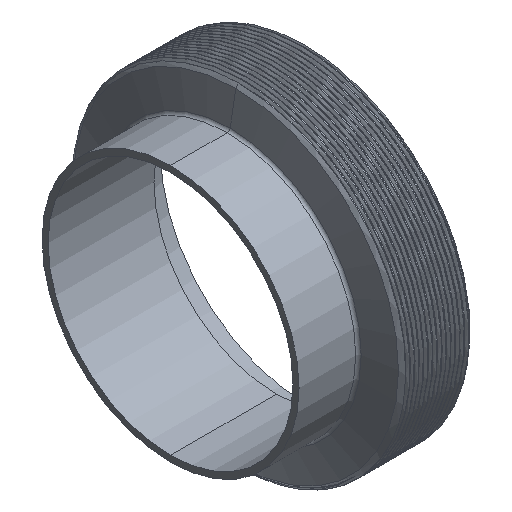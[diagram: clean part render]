
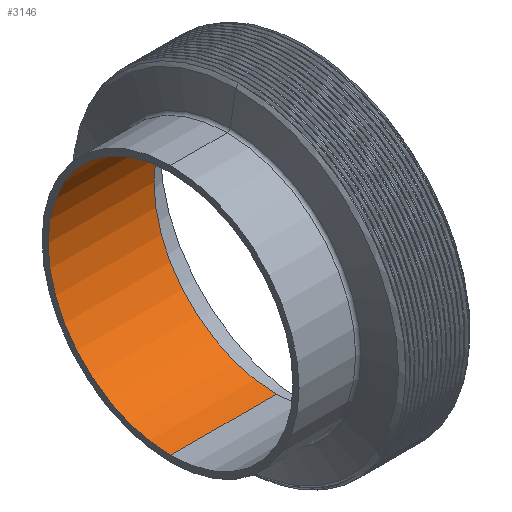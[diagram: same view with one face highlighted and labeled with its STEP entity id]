
A CAD part, isometric view. The second image highlights one B-rep face of the part: STEP entity #3146.
In plain terms, the highlighted cylindrical face has radius 40.5 mm (diameter 81 mm), a partial arc.
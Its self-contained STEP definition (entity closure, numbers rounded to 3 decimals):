
#99 = DIRECTION ( 'NONE',  ( 0., 0., 1. ) ) ;
#102 = DIRECTION ( 'NONE',  ( -1., 0., 0. ) ) ;
#404 = EDGE_CURVE ( 'NONE', #4010, #4378, #2359, .T. ) ;
#455 = CARTESIAN_POINT ( 'NONE',  ( 17.5, -41.564, 0. ) ) ;
#578 = DIRECTION ( 'NONE',  ( 0., 0., 1. ) ) ;
#657 = DIRECTION ( 'NONE',  ( -1., 0., 0. ) ) ;
#850 = ORIENTED_EDGE ( 'NONE', *, *, #2112, .T. ) ;
#1017 = CARTESIAN_POINT ( 'NONE',  ( -16.647, -41.564, 40.5 ) ) ;
#1294 = CARTESIAN_POINT ( 'NONE',  ( -16.647, -41.564, 0. ) ) ;
#1389 = CYLINDRICAL_SURFACE ( 'NONE', #1740, 40.5 ) ;
#1538 = CIRCLE ( 'NONE', #2832, 40.5 ) ;
#1740 = AXIS2_PLACEMENT_3D ( 'NONE', #1294, #2034, #578 ) ;
#1781 = EDGE_CURVE ( 'NONE', #1807, #4010, #3926, .T. ) ;
#1807 = VERTEX_POINT ( 'NONE', #4079 ) ;
#1891 = EDGE_LOOP ( 'NONE', ( #4264, #4088, #850, #2630 ) ) ;
#1939 = CARTESIAN_POINT ( 'NONE',  ( -17.5, -41.564, -40.5 ) ) ;
#2034 = DIRECTION ( 'NONE',  ( -1., 0., 0. ) ) ;
#2056 = CARTESIAN_POINT ( 'NONE',  ( -17.5, -41.564, 40.5 ) ) ;
#2112 = EDGE_CURVE ( 'NONE', #1807, #2815, #2865, .T. ) ;
#2142 = VECTOR ( 'NONE', #102, 1000. ) ;
#2359 = LINE ( 'NONE', #4106, #2142 ) ;
#2630 = ORIENTED_EDGE ( 'NONE', *, *, #4657, .T. ) ;
#2815 = VERTEX_POINT ( 'NONE', #2056 ) ;
#2832 = AXIS2_PLACEMENT_3D ( 'NONE', #2894, #657, #4695 ) ;
#2865 = LINE ( 'NONE', #1017, #4553 ) ;
#2872 = CARTESIAN_POINT ( 'NONE',  ( 17.5, -41.564, -40.5 ) ) ;
#2894 = CARTESIAN_POINT ( 'NONE',  ( -17.5, -41.564, 0. ) ) ;
#3146 = ADVANCED_FACE ( 'NONE', ( #3907 ), #1389, .F. ) ;
#3375 = DIRECTION ( 'NONE',  ( -1., 0., 0. ) ) ;
#3907 = FACE_OUTER_BOUND ( 'NONE', #1891, .T. ) ;
#3926 = CIRCLE ( 'NONE', #4171, 40.5 ) ;
#4010 = VERTEX_POINT ( 'NONE', #2872 ) ;
#4079 = CARTESIAN_POINT ( 'NONE',  ( 17.5, -41.564, 40.5 ) ) ;
#4088 = ORIENTED_EDGE ( 'NONE', *, *, #1781, .F. ) ;
#4106 = CARTESIAN_POINT ( 'NONE',  ( -16.647, -41.564, -40.5 ) ) ;
#4171 = AXIS2_PLACEMENT_3D ( 'NONE', #455, #3375, #99 ) ;
#4264 = ORIENTED_EDGE ( 'NONE', *, *, #404, .F. ) ;
#4280 = DIRECTION ( 'NONE',  ( -1., 0., 0. ) ) ;
#4378 = VERTEX_POINT ( 'NONE', #1939 ) ;
#4553 = VECTOR ( 'NONE', #4280, 1000. ) ;
#4657 = EDGE_CURVE ( 'NONE', #2815, #4378, #1538, .T. ) ;
#4695 = DIRECTION ( 'NONE',  ( 0., 0., 1. ) ) ;
